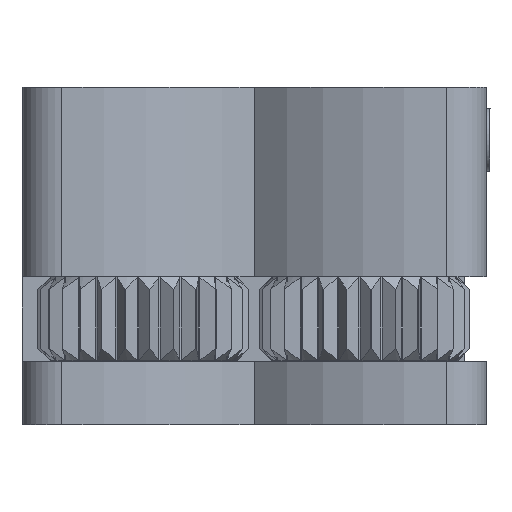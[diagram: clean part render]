
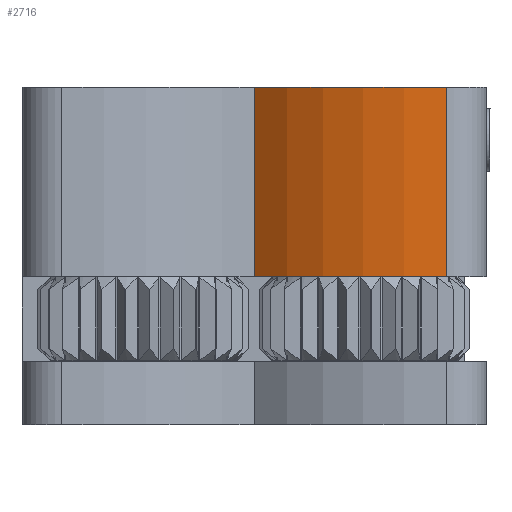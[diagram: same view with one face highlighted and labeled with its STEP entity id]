
A CAD part, left-side view. The second image highlights one B-rep face of the part: STEP entity #2716.
In plain terms, the highlighted cylindrical face has radius 12 mm (diameter 24 mm), a partial arc.
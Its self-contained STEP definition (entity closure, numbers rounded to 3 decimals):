
#122=CYLINDRICAL_SURFACE('',#3068,12.);
#344=LINE('',#5455,#492);
#356=LINE('',#5497,#504);
#492=VECTOR('',#3642,10.);
#504=VECTOR('',#3698,10.);
#814=FACE_OUTER_BOUND('',#972,.T.);
#972=EDGE_LOOP('',(#2547,#2548,#2549,#2550));
#1055=CIRCLE('',#3031,12.);
#1071=CIRCLE('',#3063,12.);
#1323=VERTEX_POINT('',#5376);
#1324=VERTEX_POINT('',#5378);
#1339=VERTEX_POINT('',#5454);
#1347=VERTEX_POINT('',#5487);
#1715=EDGE_CURVE('',#1323,#1324,#1055,.T.);
#1736=EDGE_CURVE('',#1324,#1339,#344,.T.);
#1749=EDGE_CURVE('',#1347,#1339,#1071,.T.);
#1754=EDGE_CURVE('',#1323,#1347,#356,.T.);
#2547=ORIENTED_EDGE('',*,*,#1736,.F.);
#2548=ORIENTED_EDGE('',*,*,#1715,.F.);
#2549=ORIENTED_EDGE('',*,*,#1754,.T.);
#2550=ORIENTED_EDGE('',*,*,#1749,.T.);
#2716=ADVANCED_FACE('',(#814),#122,.T.);
#3031=AXIS2_PLACEMENT_3D('',#5379,#3603,#3604);
#3063=AXIS2_PLACEMENT_3D('',#5488,#3683,#3684);
#3068=AXIS2_PLACEMENT_3D('',#5496,#3696,#3697);
#3603=DIRECTION('center_axis',(0.,0.,
-1.));
#3604=DIRECTION('ref_axis',(0.056,0.998,0.));
#3642=DIRECTION('',(0.,0.,1.));
#3683=DIRECTION('center_axis',(0.,0.,-1.));
#3684=DIRECTION('ref_axis',(0.056,0.998,0.));
#3696=DIRECTION('center_axis',(0.,0.,-1.));
#3697=DIRECTION('ref_axis',(0.056,0.998,0.));
#3698=DIRECTION('',(0.,0.,1.));
#5376=CARTESIAN_POINT('',(4.,106.53,-12.));
#5378=CARTESIAN_POINT('',(13.112,109.981,-12.));
#5379=CARTESIAN_POINT('Origin',(12.44,98.,-12.));
#5454=CARTESIAN_POINT('',(13.112,109.981,-3.02));
#5455=CARTESIAN_POINT('',(13.112,109.981,-0.3));
#5487=CARTESIAN_POINT('',(4.,106.53,-3.02));
#5488=CARTESIAN_POINT('Origin',(12.44,98.,-3.02));
#5496=CARTESIAN_POINT('Origin',(12.44,98.,-0.3));
#5497=CARTESIAN_POINT('',(4.,106.53,-0.3));
